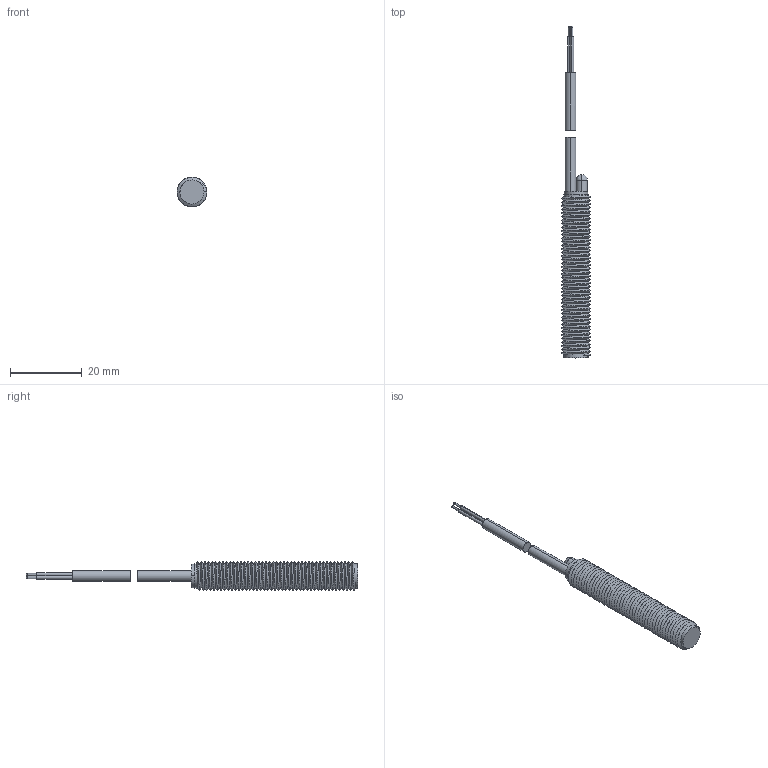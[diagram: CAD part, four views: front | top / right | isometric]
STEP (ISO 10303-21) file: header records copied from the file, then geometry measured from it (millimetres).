
FILE_DESCRIPTION(('FreeCAD Model'),'2;1');
FILE_NAME('FCU1-0801X-X2UX.stp','2021-12-07T11:01:44',( 'Author'),(''),'Open CASCADE STEP processor 7.3','FreeCAD','Unknown' );
FILE_SCHEMA(('AUTOMOTIVE_DESIGN { 1 0 10303 214 1 1 1 1 }'));
Length unit declared in the file: millimetre
Products named in the file (1): FCU1-0801X-X2UX
Bounding box: 8.26 x 92.43 x 8.26 mm (x, y, z)
Volume: 130.7 mm3; surface area: 3435.7 mm2
Topology: 1 solids, 2 shells, 125 faces, 770 edges, 2172 vertices
Faces by surface type: bspline 125
Entity records: 22995 total; most frequent: CARTESIAN_POINT 17632, B_SPLINE_CURVE_WITH_KNOTS 836, GEOMETRIC_CURVE_SET 512, ORIENTED_EDGE 505, PCURVE 505, DEFINITIONAL_REPRESENTATION 505, TRIMMED_CURVE 505, EDGE_CURVE 255
